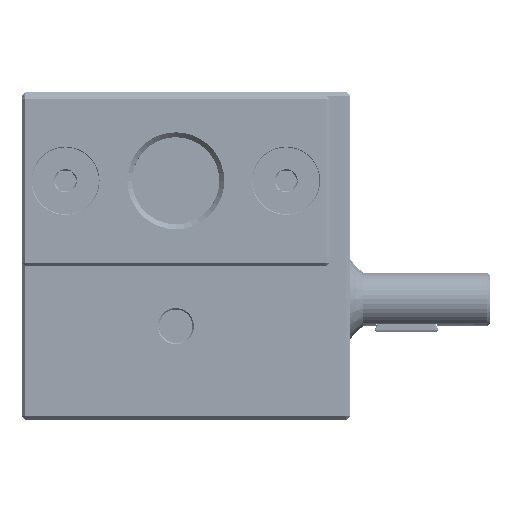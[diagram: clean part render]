
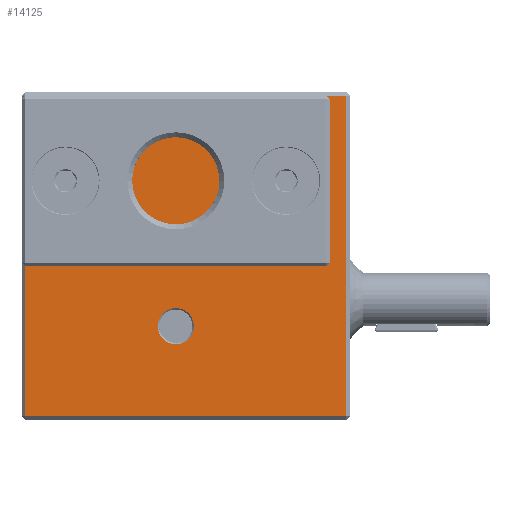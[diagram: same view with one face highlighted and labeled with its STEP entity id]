
A CAD part, left-side view. The second image highlights one B-rep face of the part: STEP entity #14125.
In plain terms, the highlighted planar face has unit normal (-1, 0, 0).
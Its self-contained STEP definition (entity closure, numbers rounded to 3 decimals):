
#216=PLANE('',#15092);
#314=FACE_BOUND('',#1630,.T.);
#315=FACE_BOUND('',#1631,.T.);
#316=FACE_BOUND('',#1632,.T.);
#807=FACE_OUTER_BOUND('',#1629,.T.);
#1629=EDGE_LOOP('',(#10576,#10577,#10578,#10579));
#1630=EDGE_LOOP('',(#10580));
#1631=EDGE_LOOP('',(#10581));
#1632=EDGE_LOOP('',(#10582));
#2140=CIRCLE('',#15093,2.7);
#2141=CIRCLE('',#15094,2.7);
#2142=CIRCLE('',#15095,2.7);
#3999=LINE('',#35091,#4712);
#4002=LINE('',#35095,#4715);
#4007=LINE('',#35103,#4720);
#4010=LINE('',#35107,#4723);
#4712=VECTOR('',#17032,10.);
#4715=VECTOR('',#17037,10.);
#4720=VECTOR('',#17048,10.);
#4723=VECTOR('',#17053,10.);
#5960=VERTEX_POINT('',#35053);
#5968=VERTEX_POINT('',#35073);
#5969=VERTEX_POINT('',#35077);
#5974=VERTEX_POINT('',#35087);
#5978=VERTEX_POINT('',#35131);
#5979=VERTEX_POINT('',#35133);
#5980=VERTEX_POINT('',#35135);
#7798=EDGE_CURVE('',#5969,#5974,#3999,.T.);
#7801=EDGE_CURVE('',#5974,#5968,#4002,.T.);
#7806=EDGE_CURVE('',#5960,#5969,#4007,.T.);
#7809=EDGE_CURVE('',#5968,#5960,#4010,.T.);
#7823=EDGE_CURVE('',#5978,#5978,#2140,.T.);
#7824=EDGE_CURVE('',#5979,#5979,#2141,.T.);
#7825=EDGE_CURVE('',#5980,#5980,#2142,.T.);
#10576=ORIENTED_EDGE('',*,*,#7798,.F.);
#10577=ORIENTED_EDGE('',*,*,#7806,.F.);
#10578=ORIENTED_EDGE('',*,*,#7809,.F.);
#10579=ORIENTED_EDGE('',*,*,#7801,.F.);
#10580=ORIENTED_EDGE('',*,*,#7823,.F.);
#10581=ORIENTED_EDGE('',*,*,#7824,.F.);
#10582=ORIENTED_EDGE('',*,*,#7825,.F.);
#14125=ADVANCED_FACE('',(#807,#314,#315,#316),#216,.T.);
#15092=AXIS2_PLACEMENT_3D('',#35130,#17082,#17083);
#15093=AXIS2_PLACEMENT_3D('',#35132,#17084,#17085);
#15094=AXIS2_PLACEMENT_3D('',#35134,#17086,#17087);
#15095=AXIS2_PLACEMENT_3D('',#35136,#17088,#17089);
#17032=DIRECTION('',(0.,1.,0.));
#17037=DIRECTION('',(0.,0.,1.));
#17048=DIRECTION('',(0.,0.,-1.));
#17053=DIRECTION('',(0.,-1.,0.));
#17082=DIRECTION('center_axis',(-1.,0.,0.));
#17083=DIRECTION('ref_axis',(0.,-1.,0.));
#17084=DIRECTION('center_axis',(-1.,0.,0.));
#17085=DIRECTION('ref_axis',(0.,0.,1.));
#17086=DIRECTION('center_axis',(-1.,0.,0.));
#17087=DIRECTION('ref_axis',(0.,0.,1.));
#17088=DIRECTION('center_axis',(-1.,0.,0.));
#17089=DIRECTION('ref_axis',(0.,0.,1.));
#35053=CARTESIAN_POINT('',(0.,0.5,48.5));
#35073=CARTESIAN_POINT('',(0.,48.5,48.5));
#35077=CARTESIAN_POINT('',(0.,0.5,0.5));
#35087=CARTESIAN_POINT('',(0.,48.5,0.5));
#35091=CARTESIAN_POINT('',(0.,36.75,0.5));
#35095=CARTESIAN_POINT('',(0.,48.5,0.));
#35103=CARTESIAN_POINT('',(0.,0.5,0.));
#35107=CARTESIAN_POINT('',(0.,36.75,48.5));
#35130=CARTESIAN_POINT('Origin',(0.,49.,0.));
#35131=CARTESIAN_POINT('',(0.,26.,11.3));
#35132=CARTESIAN_POINT('Origin',(0.,26.,14.));
#35133=CARTESIAN_POINT('',(0.,42.5,33.05));
#35134=CARTESIAN_POINT('Origin',(0.,42.5,35.75));
#35135=CARTESIAN_POINT('',(0.,9.5,33.05));
#35136=CARTESIAN_POINT('Origin',(0.,9.5,35.75));
